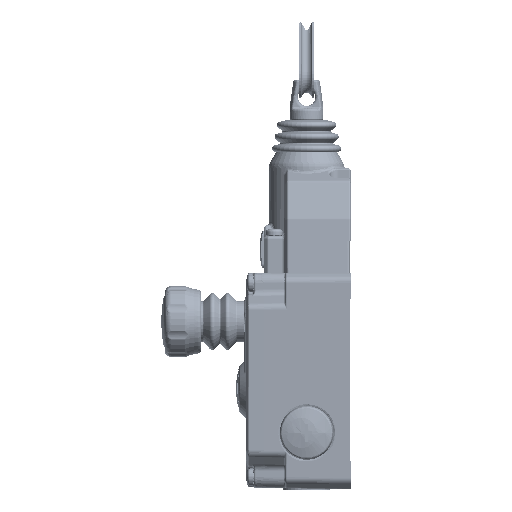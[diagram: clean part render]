
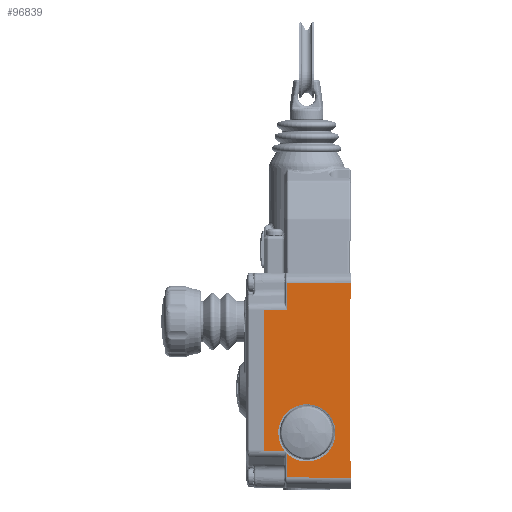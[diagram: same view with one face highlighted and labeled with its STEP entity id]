
A CAD part, left-side view. The second image highlights one B-rep face of the part: STEP entity #96839.
In plain terms, the highlighted planar face has unit normal (-1, 0.018, 0).
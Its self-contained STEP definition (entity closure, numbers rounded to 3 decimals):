
#9716=DIRECTION('',(0.,0.,-1.));
#9717=VECTOR('',#9716,65.283);
#9718=CARTESIAN_POINT('',(-41.,20.,
-17.358));
#9719=LINE('',#9718,#9717);
#9728=DIRECTION('',(-0.017,-1.,0.021));
#9729=VECTOR('',#9728,10.987);
#9730=CARTESIAN_POINT('',(-41.,20.,
-17.358));
#9731=LINE('',#9730,#9729);
#9732=DIRECTION('',(-0.017,-1.,0.01));
#9733=VECTOR('',#9732,29.523);
#9734=CARTESIAN_POINT('',(-41.192,9.017,
-4.91));
#9735=LINE('',#9734,#9733);
#9736=DIRECTION('',(0.017,1.,0.01));
#9737=VECTOR('',#9736,29.523);
#9738=CARTESIAN_POINT('',(-41.707,-20.5,-95.388));
#9739=LINE('',#9738,#9737);
#9740=CARTESIAN_POINT('',(-41.192,9.017,
-84.104));
#9741=CARTESIAN_POINT('',(-41.204,8.33,
-84.761));
#9742=CARTESIAN_POINT('',(-41.23,6.85,
-85.898));
#9743=CARTESIAN_POINT('',(-41.274,4.274,
-87.124));
#9744=CARTESIAN_POINT('',(-41.323,1.514,
-87.77));
#9745=CARTESIAN_POINT('',(-41.372,-1.322,
-87.82));
#9746=CARTESIAN_POINT('',(-41.421,-4.097,
-87.274));
#9747=CARTESIAN_POINT('',(-41.466,-6.699,
-86.155));
#9748=CARTESIAN_POINT('',(-41.506,-9.01,
-84.514));
#9749=CARTESIAN_POINT('',(-41.54,-10.926,
-82.421));
#9750=CARTESIAN_POINT('',(-41.565,-12.361,
-79.975));
#9751=CARTESIAN_POINT('',(-41.58,-13.25,
-77.26));
#9752=CARTESIAN_POINT('',(-41.584,-13.449,
-75.402));
#9753=CARTESIAN_POINT('',(-41.584,-13.448,
-74.449));
#9755=CARTESIAN_POINT('',(-41.584,-13.448,
-74.449));
#9756=CARTESIAN_POINT('',(-41.584,-13.449,
-73.514));
#9757=CARTESIAN_POINT('',(-41.581,-13.257,
-71.684));
#9758=CARTESIAN_POINT('',(-41.565,-12.39,
-68.993));
#9759=CARTESIAN_POINT('',(-41.541,-10.983,
-66.561));
#9760=CARTESIAN_POINT('',(-41.508,-9.129,
-64.495));
#9761=CARTESIAN_POINT('',(-41.469,-6.856,
-62.834));
#9762=CARTESIAN_POINT('',(-41.424,-4.289,
-61.688));
#9763=CARTESIAN_POINT('',(-41.376,-1.543,
-61.103));
#9764=CARTESIAN_POINT('',(-41.327,1.254,
-61.102));
#9765=CARTESIAN_POINT('',(-41.28,3.987,
-61.682));
#9766=CARTESIAN_POINT('',(-41.235,6.54,
-62.817));
#9767=CARTESIAN_POINT('',(-41.195,8.802,
-64.463));
#9768=CARTESIAN_POINT('',(-41.163,10.661,
-66.527));
#9769=CARTESIAN_POINT('',(-41.138,12.067,
-68.955));
#9770=CARTESIAN_POINT('',(-41.123,12.939,
-71.653));
#9771=CARTESIAN_POINT('',(-41.12,13.134,
-73.502));
#9772=CARTESIAN_POINT('',(-41.12,13.134,
-74.448));
#9774=CARTESIAN_POINT('',(-41.12,13.134,
-74.448));
#9775=CARTESIAN_POINT('',(-41.12,13.134,
-75.213));
#9776=CARTESIAN_POINT('',(-41.122,13.008,
-76.715));
#9777=CARTESIAN_POINT('',(-41.132,12.436,
-78.923));
#9778=CARTESIAN_POINT('',(-41.148,11.498,
-81.001));
#9779=CARTESIAN_POINT('',(-41.163,10.655,
-82.251));
#9780=CARTESIAN_POINT('',(-41.171,10.176,
-82.845));
#9782=DIRECTION('',(0.017,1.,0.021));
#9783=VECTOR('',#9782,9.827);
#9784=CARTESIAN_POINT('',(-41.171,10.176,
-82.845));
#9785=LINE('',#9784,#9783);
#10533=DIRECTION('',(0.,0.,1.));
#10534=VECTOR('',#10533,75.204);
#10535=CARTESIAN_POINT('',(-41.698,-20.,-87.602));
#10536=LINE('',#10535,#10534);
#12138=DIRECTION('',(-0.017,-1.,0.017));
#12139=VECTOR('',#12138,0.5);
#12140=CARTESIAN_POINT('',(-41.698,-20.,-12.398));
#12141=LINE('',#12140,#12139);
#12184=DIRECTION('',(0.,0.,1.));
#12185=VECTOR('',#12184,7.777);
#12186=CARTESIAN_POINT('',(-41.707,-20.5,-12.389));
#12187=LINE('',#12186,#12185);
#12306=DIRECTION('',(0.,0.,-1.));
#12307=VECTOR('',#12306,12.221);
#12308=CARTESIAN_POINT('',(-41.192,9.017,
-4.91));
#12309=LINE('',#12308,#12307);
#40337=DIRECTION('',(0.,0.,1.));
#40338=VECTOR('',#40337,7.777);
#40339=CARTESIAN_POINT('',(-41.707,-20.5,-95.388));
#40340=LINE('',#40339,#40338);
#40577=DIRECTION('',(0.,0.,-1.));
#40578=VECTOR('',#40577,10.986);
#40579=CARTESIAN_POINT('',(-41.192,9.017,
-84.104));
#40580=LINE('',#40579,#40578);
#40991=DIRECTION('',(0.017,1.,0.017));
#40992=VECTOR('',#40991,0.5);
#40993=CARTESIAN_POINT('',(-41.707,-20.5,-87.611));
#40994=LINE('',#40993,#40992);
#67302=CARTESIAN_POINT('',(-41.698,-20.,-87.602));
#67303=VERTEX_POINT('',#67302);
#67304=CARTESIAN_POINT('',(-41.698,-20.,-12.398));
#67305=VERTEX_POINT('',#67304);
#68364=CARTESIAN_POINT('',(-41.707,-20.5,-12.389));
#68365=VERTEX_POINT('',#68364);
#68366=CARTESIAN_POINT('',(-41.,20.,
-17.358));
#68367=CARTESIAN_POINT('',(-41.,20.,
-82.642));
#68368=VERTEX_POINT('',#68366);
#68369=VERTEX_POINT('',#68367);
#68370=CARTESIAN_POINT('',(-41.192,9.017,
-17.131));
#68371=VERTEX_POINT('',#68370);
#68372=CARTESIAN_POINT('',(-41.192,9.017,
-4.91));
#68373=VERTEX_POINT('',#68372);
#68374=CARTESIAN_POINT('',(-41.707,-20.5,-4.612));
#68375=VERTEX_POINT('',#68374);
#68376=CARTESIAN_POINT('',(-41.707,-20.5,-87.611));
#68377=VERTEX_POINT('',#68376);
#68378=CARTESIAN_POINT('',(-41.707,-20.5,-95.388));
#68379=VERTEX_POINT('',#68378);
#68380=CARTESIAN_POINT('',(-41.192,9.017,
-95.09));
#68381=VERTEX_POINT('',#68380);
#68382=CARTESIAN_POINT('',(-41.192,9.017,
-84.104));
#68383=VERTEX_POINT('',#68382);
#68384=VERTEX_POINT('',#9753);
#68385=VERTEX_POINT('',#9772);
#68386=VERTEX_POINT('',#9780);
#96804=CARTESIAN_POINT('',(-41.,20.,-98.631));
#96805=DIRECTION('',(-1.,0.017,0.));
#96806=DIRECTION('',(0.,0.,1.));
#96807=AXIS2_PLACEMENT_3D('',#96804,#96805,#96806);
#96808=PLANE('',#96807);
#96809=ORIENTED_EDGE('',*,*,#96795,.F.);
#96811=ORIENTED_EDGE('',*,*,#96810,.T.);
#96813=ORIENTED_EDGE('',*,*,#96812,.F.);
#96815=ORIENTED_EDGE('',*,*,#96814,.T.);
#96817=ORIENTED_EDGE('',*,*,#96816,.F.);
#96819=ORIENTED_EDGE('',*,*,#96818,.F.);
#96821=ORIENTED_EDGE('',*,*,#96820,.F.);
#96823=ORIENTED_EDGE('',*,*,#96822,.F.);
#96825=ORIENTED_EDGE('',*,*,#96824,.F.);
#96827=ORIENTED_EDGE('',*,*,#96826,.T.);
#96829=ORIENTED_EDGE('',*,*,#96828,.F.);
#96831=ORIENTED_EDGE('',*,*,#96830,.T.);
#96833=ORIENTED_EDGE('',*,*,#96832,.T.);
#96835=ORIENTED_EDGE('',*,*,#96834,.T.);
#96836=ORIENTED_EDGE('',*,*,#96282,.T.);
#96837=EDGE_LOOP('',(#96809,#96811,#96813,#96815,#96817,#96819,#96821,#96823,
#96825,#96827,#96829,#96831,#96833,#96835,#96836));
#96838=FACE_OUTER_BOUND('',#96837,.F.);
#96839=ADVANCED_FACE('',(#96838),#96808,.T.);
#9754=B_SPLINE_CURVE_WITH_KNOTS('',3,(#9740,#9741,#9742,#9743,#9744,#9745,#9746,
#9747,#9748,#9749,#9750,#9751,#9752,#9753),.UNSPECIFIED.,.F.,.F.,(4,1,1,1,1,1,1,
1,1,1,1,4),(0.,0.091,0.182,0.273,
0.364,0.455,0.545,0.636,
0.727,0.818,0.909,1.),.UNSPECIFIED.);
#9773=B_SPLINE_CURVE_WITH_KNOTS('',3,(#9755,#9756,#9757,#9758,#9759,#9760,#9761,
#9762,#9763,#9764,#9765,#9766,#9767,#9768,#9769,#9770,#9771,#9772),
.UNSPECIFIED.,.F.,.F.,(4,1,1,1,1,1,1,1,1,1,1,1,1,1,1,4),(0.,0.067,
0.133,0.2,0.267,0.333,0.4,
0.467,0.533,0.6,0.667,0.733,
0.8,0.867,0.933,1.),.UNSPECIFIED.);
#9781=B_SPLINE_CURVE_WITH_KNOTS('',3,(#9774,#9775,#9776,#9777,#9778,#9779,
#9780),.UNSPECIFIED.,.F.,.F.,(4,1,1,1,4),(0.,0.25,0.5,0.75,1.),
.UNSPECIFIED.);
#96282=EDGE_CURVE('',#68386,#68369,#9785,.T.);
#96795=EDGE_CURVE('',#68368,#68369,#9719,.T.);
#96810=EDGE_CURVE('',#68368,#68371,#9731,.T.);
#96812=EDGE_CURVE('',#68373,#68371,#12309,.T.);
#96814=EDGE_CURVE('',#68373,#68375,#9735,.T.);
#96816=EDGE_CURVE('',#68365,#68375,#12187,.T.);
#96818=EDGE_CURVE('',#67305,#68365,#12141,.T.);
#96820=EDGE_CURVE('',#67303,#67305,#10536,.T.);
#96822=EDGE_CURVE('',#68377,#67303,#40994,.T.);
#96824=EDGE_CURVE('',#68379,#68377,#40340,.T.);
#96826=EDGE_CURVE('',#68379,#68381,#9739,.T.);
#96828=EDGE_CURVE('',#68383,#68381,#40580,.T.);
#96830=EDGE_CURVE('',#68383,#68384,#9754,.T.);
#96832=EDGE_CURVE('',#68384,#68385,#9773,.T.);
#96834=EDGE_CURVE('',#68385,#68386,#9781,.T.);
